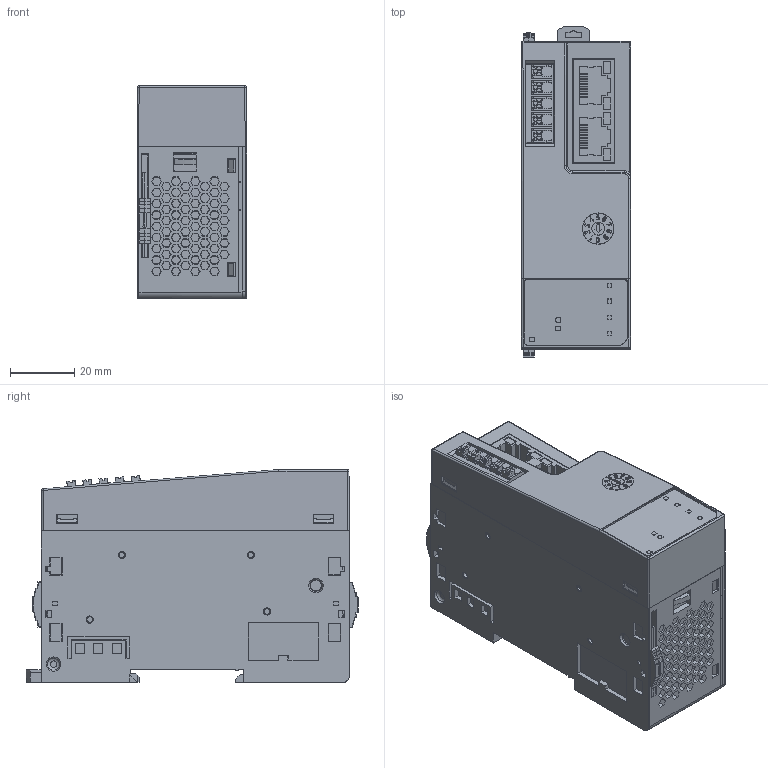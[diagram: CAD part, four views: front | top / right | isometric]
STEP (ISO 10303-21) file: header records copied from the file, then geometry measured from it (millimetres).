
FILE_DESCRIPTION(/* description */ (''),/* implementation_level */ '2;1');
FILE_NAME(/* name */ 'SM-MP100.stp',/* time_stamp */ '2024-07-08T11:12:56+08:00',/* author */ (''),/* organization */ (''),/* preprocessor_version */ 'ST-DEVELOPER v14',/* originating_system */ 'SIEMENS PLM Software NX 8.0',/* authorisation */ '');
FILE_SCHEMA (('AUTOMOTIVE_DESIGN { 1 0 10303 214 3 1 1 1 }'));
Products named in the file (1): Admi2A706CD3a4ov
Bounding box: 34.03 x 103.01 x 66.07 mm (x, y, z)
Volume: 190231.8 mm3; surface area: 30112.2 mm2
Topology: 1 solids, 11 shells, 3229 faces, 8606 edges, 5683 vertices
Faces by surface type: plane 2947, cylinder 101, extrusion 94, cone 65, bspline 14, sphere 6, torus 2
Full cylindrical faces by diameter (mm): 4 x1, 9.6 x1, 9.8 x1
Entity records: 101457 total; most frequent: CARTESIAN_POINT 20070, ORIENTED_EDGE 17136, DIRECTION 14950, EDGE_CURVE 8568, VECTOR 7908, LINE 7814, VERTEX_POINT 5671, EDGE_LOOP 3623
